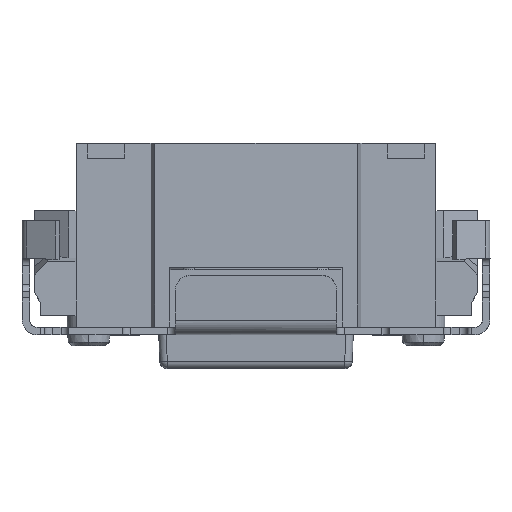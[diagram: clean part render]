
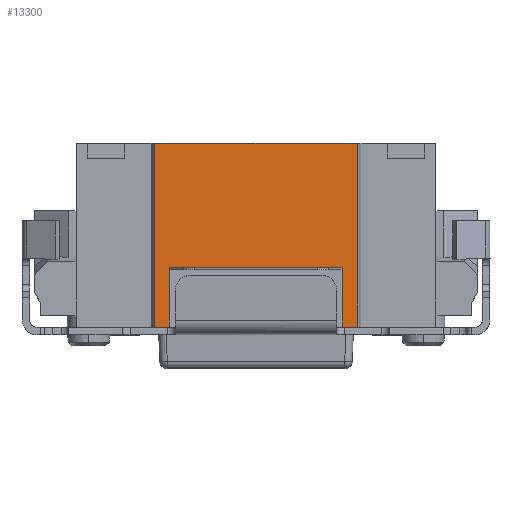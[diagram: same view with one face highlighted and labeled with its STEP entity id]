
A CAD part, top view. The second image highlights one B-rep face of the part: STEP entity #13300.
In plain terms, the highlighted planar face has unit normal (0, 0, 1).
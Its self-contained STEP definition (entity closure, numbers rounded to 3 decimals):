
#32 = DIRECTION ( 'NONE',  ( 0., -1., 0. ) ) ;
#42 = VECTOR ( 'NONE', #10562, 1000. ) ;
#371 = LINE ( 'NONE', #2961, #42 ) ;
#622 = VERTEX_POINT ( 'NONE', #8347 ) ;
#1050 = VERTEX_POINT ( 'NONE', #6059 ) ;
#1545 = CARTESIAN_POINT ( 'NONE',  ( -1.35, 0., 1.35 ) ) ;
#1683 = CARTESIAN_POINT ( 'NONE',  ( 0., 0., 1.35 ) ) ;
#2120 = CARTESIAN_POINT ( 'NONE',  ( 1.15, -1.55, 1.35 ) ) ;
#2436 = DIRECTION ( 'NONE',  ( 1., 0., 0. ) ) ;
#2730 = PLANE ( 'NONE',  #11205 ) ;
#2748 = EDGE_LOOP ( 'NONE', ( #10788, #8891, #13512, #4911, #12352, #12643, #4288, #9715 ) ) ;
#2778 = DIRECTION ( 'NONE',  ( 1., 0., 0. ) ) ;
#2961 = CARTESIAN_POINT ( 'NONE',  ( 0., -1.55, 1.35 ) ) ;
#3148 = EDGE_CURVE ( 'NONE', #622, #12857, #8335, .T. ) ;
#3426 = CARTESIAN_POINT ( 'NONE',  ( 1.35, 0., 1.35 ) ) ;
#3615 = CARTESIAN_POINT ( 'NONE',  ( -1.15, 0., 1.35 ) ) ;
#3637 = VECTOR ( 'NONE', #2436, 1000. ) ;
#4019 = VERTEX_POINT ( 'NONE', #13626 ) ;
#4288 = ORIENTED_EDGE ( 'NONE', *, *, #9795, .T. ) ;
#4391 = CARTESIAN_POINT ( 'NONE',  ( 1.15, 0., 1.35 ) ) ;
#4704 = EDGE_CURVE ( 'NONE', #4019, #13435, #11166, .T. ) ;
#4715 = DIRECTION ( 'NONE',  ( 0., 1., 0. ) ) ;
#4808 = LINE ( 'NONE', #8250, #7356 ) ;
#4911 = ORIENTED_EDGE ( 'NONE', *, *, #11306, .T. ) ;
#5027 = DIRECTION ( 'NONE',  ( 1., 0., 0. ) ) ;
#6015 = CARTESIAN_POINT ( 'NONE',  ( 2.25, 0.9, 1.35 ) ) ;
#6059 = CARTESIAN_POINT ( 'NONE',  ( -1.35, 0.9, 1.35 ) ) ;
#6226 = EDGE_CURVE ( 'NONE', #6555, #13152, #13302, .T. ) ;
#6520 = EDGE_CURVE ( 'NONE', #8265, #4019, #4808, .T. ) ;
#6555 = VERTEX_POINT ( 'NONE', #9395 ) ;
#6585 = VECTOR ( 'NONE', #9361, 1000. ) ;
#7138 = EDGE_CURVE ( 'NONE', #12857, #1050, #9498, .T. ) ;
#7356 = VECTOR ( 'NONE', #5027, 1000. ) ;
#7376 = FACE_OUTER_BOUND ( 'NONE', #2748, .T. ) ;
#8250 = CARTESIAN_POINT ( 'NONE',  ( 0., -0.75, 1.35 ) ) ;
#8265 = VERTEX_POINT ( 'NONE', #10642 ) ;
#8282 = VECTOR ( 'NONE', #32, 1000. ) ;
#8335 = LINE ( 'NONE', #3426, #11216 ) ;
#8347 = CARTESIAN_POINT ( 'NONE',  ( 1.35, -1.55, 1.35 ) ) ;
#8891 = ORIENTED_EDGE ( 'NONE', *, *, #6520, .T. ) ;
#9287 = DIRECTION ( 'NONE',  ( 0., 0., 1. ) ) ;
#9361 = DIRECTION ( 'NONE',  ( -1., 0., 0. ) ) ;
#9395 = CARTESIAN_POINT ( 'NONE',  ( -1.35, -1.55, 1.35 ) ) ;
#9498 = LINE ( 'NONE', #6015, #6585 ) ;
#9715 = ORIENTED_EDGE ( 'NONE', *, *, #6226, .T. ) ;
#9795 = EDGE_CURVE ( 'NONE', #1050, #6555, #11049, .T. ) ;
#10052 = VECTOR ( 'NONE', #10247, 1000. ) ;
#10247 = DIRECTION ( 'NONE',  ( 0., -1., 0. ) ) ;
#10562 = DIRECTION ( 'NONE',  ( 1., 0., 0. ) ) ;
#10642 = CARTESIAN_POINT ( 'NONE',  ( -1.15, -0.75, 1.35 ) ) ;
#10788 = ORIENTED_EDGE ( 'NONE', *, *, #13146, .T. ) ;
#10798 = LINE ( 'NONE', #3615, #13326 ) ;
#11049 = LINE ( 'NONE', #1545, #10052 ) ;
#11088 = CARTESIAN_POINT ( 'NONE',  ( 0., -1.55, 1.35 ) ) ;
#11166 = LINE ( 'NONE', #4391, #8282 ) ;
#11185 = CARTESIAN_POINT ( 'NONE',  ( -1.15, -1.55, 1.35 ) ) ;
#11205 = AXIS2_PLACEMENT_3D ( 'NONE', #1683, #9287, #2778 ) ;
#11216 = VECTOR ( 'NONE', #12106, 1000. ) ;
#11306 = EDGE_CURVE ( 'NONE', #13435, #622, #371, .T. ) ;
#11777 = CARTESIAN_POINT ( 'NONE',  ( 1.35, 0.9, 1.35 ) ) ;
#12106 = DIRECTION ( 'NONE',  ( 0., 1., 0. ) ) ;
#12352 = ORIENTED_EDGE ( 'NONE', *, *, #3148, .T. ) ;
#12643 = ORIENTED_EDGE ( 'NONE', *, *, #7138, .T. ) ;
#12857 = VERTEX_POINT ( 'NONE', #11777 ) ;
#13146 = EDGE_CURVE ( 'NONE', #13152, #8265, #10798, .T. ) ;
#13152 = VERTEX_POINT ( 'NONE', #11185 ) ;
#13300 = ADVANCED_FACE ( 'NONE', ( #7376 ), #2730, .T. ) ;
#13302 = LINE ( 'NONE', #11088, #3637 ) ;
#13326 = VECTOR ( 'NONE', #4715, 1000. ) ;
#13435 = VERTEX_POINT ( 'NONE', #2120 ) ;
#13512 = ORIENTED_EDGE ( 'NONE', *, *, #4704, .T. ) ;
#13626 = CARTESIAN_POINT ( 'NONE',  ( 1.15, -0.75, 1.35 ) ) ;
